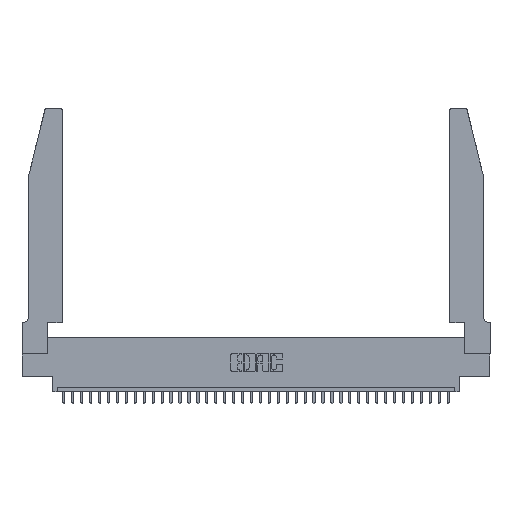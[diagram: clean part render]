
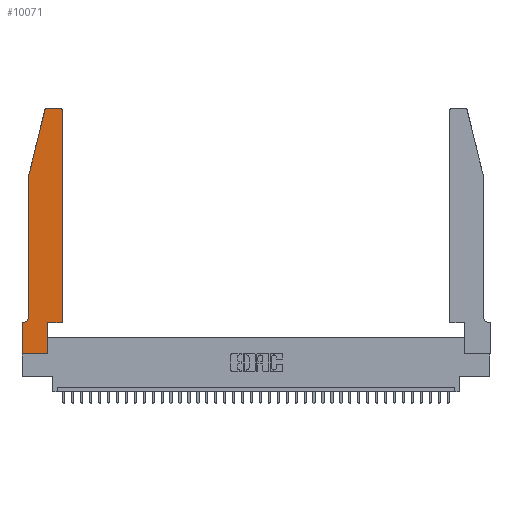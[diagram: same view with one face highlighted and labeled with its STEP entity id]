
A CAD part, top view. The second image highlights one B-rep face of the part: STEP entity #10071.
In plain terms, the highlighted planar face has unit normal (0, 0, 1).
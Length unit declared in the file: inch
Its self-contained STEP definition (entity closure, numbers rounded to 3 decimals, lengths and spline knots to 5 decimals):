
#673 = EDGE_CURVE ( 'NONE', #17134, #13614, #26286, .T. ) ;
#783 = LINE ( 'NONE', #24048, #14504 ) ;
#897 = VERTEX_POINT ( 'NONE', #28034 ) ;
#1549 = EDGE_CURVE ( 'NONE', #3324, #35412, #13008, .T. ) ;
#1956 = EDGE_LOOP ( 'NONE', ( #21618, #26356, #26005, #15483, #18897, #4332, #11561, #24922, #2118, #13914, #33055, #20560 ) ) ;
#2118 = ORIENTED_EDGE ( 'NONE', *, *, #17439, .T. ) ;
#2673 = DIRECTION ( 'NONE',  ( 0., 1., 0. ) ) ;
#3324 = VERTEX_POINT ( 'NONE', #15329 ) ;
#3450 = EDGE_CURVE ( 'NONE', #33026, #9584, #9606, .T. ) ;
#3579 = EDGE_CURVE ( 'NONE', #13614, #35655, #25669, .T. ) ;
#4332 = ORIENTED_EDGE ( 'NONE', *, *, #673, .T. ) ;
#4573 = CIRCLE ( 'NONE', #15122, 0.07 ) ;
#4741 = DIRECTION ( 'NONE',  ( 1., 0., 0. ) ) ;
#5200 = CARTESIAN_POINT ( 'NONE',  ( 0.4505, 0.35, 0.37 ) ) ;
#5458 = EDGE_CURVE ( 'NONE', #897, #17134, #4573, .T. ) ;
#5794 = DIRECTION ( 'NONE',  ( 1., 0., 0. ) ) ;
#6614 = CARTESIAN_POINT ( 'NONE',  ( 0.4505, 0.35, 0.37 ) ) ;
#7193 = VECTOR ( 'NONE', #15588, 39.37008 ) ;
#7257 = AXIS2_PLACEMENT_3D ( 'NONE', #14441, #28612, #14198 ) ;
#7574 = VECTOR ( 'NONE', #29700, 39.37008 ) ;
#8401 = LINE ( 'NONE', #15562, #17067 ) ;
#9279 = CARTESIAN_POINT ( 'NONE',  ( 0.2865, 0., 0.37 ) ) ;
#9518 = DIRECTION ( 'NONE',  ( 1., 0., 0. ) ) ;
#9584 = VERTEX_POINT ( 'NONE', #20860 ) ;
#9589 = VECTOR ( 'NONE', #5794, 39.37008 ) ;
#9606 = CIRCLE ( 'NONE', #10407, 0.03 ) ;
#9949 = DIRECTION ( 'NONE',  ( -1., 0., 0. ) ) ;
#10071 = ADVANCED_FACE ( 'NONE', ( #25686 ), #11351, .T. ) ;
#10236 = EDGE_CURVE ( 'NONE', #21980, #3324, #34327, .T. ) ;
#10407 = AXIS2_PLACEMENT_3D ( 'NONE', #36806, #33778, #4741 ) ;
#11351 = PLANE ( 'NONE',  #7257 ) ;
#11561 = ORIENTED_EDGE ( 'NONE', *, *, #3579, .T. ) ;
#11587 = AXIS2_PLACEMENT_3D ( 'NONE', #26753, #18035, #9518 ) ;
#12630 = CARTESIAN_POINT ( 'NONE',  ( 0.4505, 0.35, 0.37 ) ) ;
#13008 = CIRCLE ( 'NONE', #11587, 0.03 ) ;
#13302 = CARTESIAN_POINT ( 'NONE',  ( 0., 0., 0.37 ) ) ;
#13614 = VERTEX_POINT ( 'NONE', #34521 ) ;
#13914 = ORIENTED_EDGE ( 'NONE', *, *, #34572, .T. ) ;
#14198 = DIRECTION ( 'NONE',  ( 1., 0., 0. ) ) ;
#14380 = CARTESIAN_POINT ( 'NONE',  ( 0., 0., 0.37 ) ) ;
#14441 = CARTESIAN_POINT ( 'NONE',  ( 0., 0.35, 0.37 ) ) ;
#14504 = VECTOR ( 'NONE', #30295, 39.37008 ) ;
#15036 = DIRECTION ( 'NONE',  ( 0., 1., 0. ) ) ;
#15122 = AXIS2_PLACEMENT_3D ( 'NONE', #15719, #27219, #9949 ) ;
#15329 = CARTESIAN_POINT ( 'NONE',  ( 0.4505, 2.72, 0.37 ) ) ;
#15483 = ORIENTED_EDGE ( 'NONE', *, *, #26362, .T. ) ;
#15562 = CARTESIAN_POINT ( 'NONE',  ( 0.0755, 2., 0.37 ) ) ;
#15588 = DIRECTION ( 'NONE',  ( 1., 0., 0. ) ) ;
#15719 = CARTESIAN_POINT ( 'NONE',  ( 0.0055, 0.42, 0.37 ) ) ;
#16073 = VECTOR ( 'NONE', #15036, 39.37008 ) ;
#16360 = EDGE_CURVE ( 'NONE', #35655, #22556, #34718, .T. ) ;
#16943 = VECTOR ( 'NONE', #19808, 39.37008 ) ;
#17067 = VECTOR ( 'NONE', #25135, 39.37008 ) ;
#17134 = VERTEX_POINT ( 'NONE', #33443 ) ;
#17439 = EDGE_CURVE ( 'NONE', #22556, #23549, #32822, .T. ) ;
#18035 = DIRECTION ( 'NONE',  ( 0., 0., 1. ) ) ;
#18897 = ORIENTED_EDGE ( 'NONE', *, *, #5458, .T. ) ;
#19808 = DIRECTION ( 'NONE',  ( 0., -1., 0. ) ) ;
#20013 = VECTOR ( 'NONE', #37715, 39.37008 ) ;
#20560 = ORIENTED_EDGE ( 'NONE', *, *, #1549, .T. ) ;
#20615 = EDGE_CURVE ( 'NONE', #35412, #33026, #783, .T. ) ;
#20860 = CARTESIAN_POINT ( 'NONE',  ( 0.25487, 2.72718, 0.37 ) ) ;
#21419 = CARTESIAN_POINT ( 'NONE',  ( 0.2865, 0.35, 0.37 ) ) ;
#21618 = ORIENTED_EDGE ( 'NONE', *, *, #20615, .T. ) ;
#21980 = VERTEX_POINT ( 'NONE', #5200 ) ;
#22556 = VERTEX_POINT ( 'NONE', #9279 ) ;
#23266 = VECTOR ( 'NONE', #2673, 39.37008 ) ;
#23333 = VERTEX_POINT ( 'NONE', #35368 ) ;
#23549 = VERTEX_POINT ( 'NONE', #34335 ) ;
#24048 = CARTESIAN_POINT ( 'NONE',  ( 0.2605, 2.75, 0.37 ) ) ;
#24607 = CARTESIAN_POINT ( 'NONE',  ( 0.4205, 2.75, 0.37 ) ) ;
#24922 = ORIENTED_EDGE ( 'NONE', *, *, #16360, .T. ) ;
#25135 = DIRECTION ( 'NONE',  ( 0., -1., 0. ) ) ;
#25486 = CARTESIAN_POINT ( 'NONE',  ( 0., 0., 0.37 ) ) ;
#25669 = LINE ( 'NONE', #25486, #16943 ) ;
#25686 = FACE_OUTER_BOUND ( 'NONE', #1956, .T. ) ;
#26005 = ORIENTED_EDGE ( 'NONE', *, *, #28797, .T. ) ;
#26286 = LINE ( 'NONE', #37504, #7574 ) ;
#26356 = ORIENTED_EDGE ( 'NONE', *, *, #3450, .T. ) ;
#26362 = EDGE_CURVE ( 'NONE', #23333, #897, #8401, .T. ) ;
#26370 = LINE ( 'NONE', #12630, #7193 ) ;
#26753 = CARTESIAN_POINT ( 'NONE',  ( 0.4205, 2.72, 0.37 ) ) ;
#27219 = DIRECTION ( 'NONE',  ( 0., 0., -1. ) ) ;
#27304 = CARTESIAN_POINT ( 'NONE',  ( 0.284, 2.75, 0.37 ) ) ;
#27857 = LINE ( 'NONE', #28990, #20013 ) ;
#28034 = CARTESIAN_POINT ( 'NONE',  ( 0.0755, 0.42, 0.37 ) ) ;
#28612 = DIRECTION ( 'NONE',  ( 0., 0., 1. ) ) ;
#28797 = EDGE_CURVE ( 'NONE', #9584, #23333, #27857, .T. ) ;
#28990 = CARTESIAN_POINT ( 'NONE',  ( 0.0755, 2., 0.37 ) ) ;
#29700 = DIRECTION ( 'NONE',  ( -1., 0., 0. ) ) ;
#30295 = DIRECTION ( 'NONE',  ( -1., 0., 0. ) ) ;
#32822 = LINE ( 'NONE', #21419, #23266 ) ;
#33026 = VERTEX_POINT ( 'NONE', #27304 ) ;
#33055 = ORIENTED_EDGE ( 'NONE', *, *, #10236, .T. ) ;
#33443 = CARTESIAN_POINT ( 'NONE',  ( 0.0055, 0.35, 0.37 ) ) ;
#33778 = DIRECTION ( 'NONE',  ( 0., 0., 1. ) ) ;
#34327 = LINE ( 'NONE', #6614, #16073 ) ;
#34335 = CARTESIAN_POINT ( 'NONE',  ( 0.2865, 0.35, 0.37 ) ) ;
#34521 = CARTESIAN_POINT ( 'NONE',  ( 0., 0.35, 0.37 ) ) ;
#34572 = EDGE_CURVE ( 'NONE', #23549, #21980, #26370, .T. ) ;
#34718 = LINE ( 'NONE', #13302, #9589 ) ;
#35368 = CARTESIAN_POINT ( 'NONE',  ( 0.0755, 2., 0.37 ) ) ;
#35412 = VERTEX_POINT ( 'NONE', #24607 ) ;
#35655 = VERTEX_POINT ( 'NONE', #14380 ) ;
#36806 = CARTESIAN_POINT ( 'NONE',  ( 0.284, 2.72, 0.37 ) ) ;
#37504 = CARTESIAN_POINT ( 'NONE',  ( 0.0755, 0.35, 0.37 ) ) ;
#37715 = DIRECTION ( 'NONE',  ( -0.239, -0.971, 0. ) ) ;
